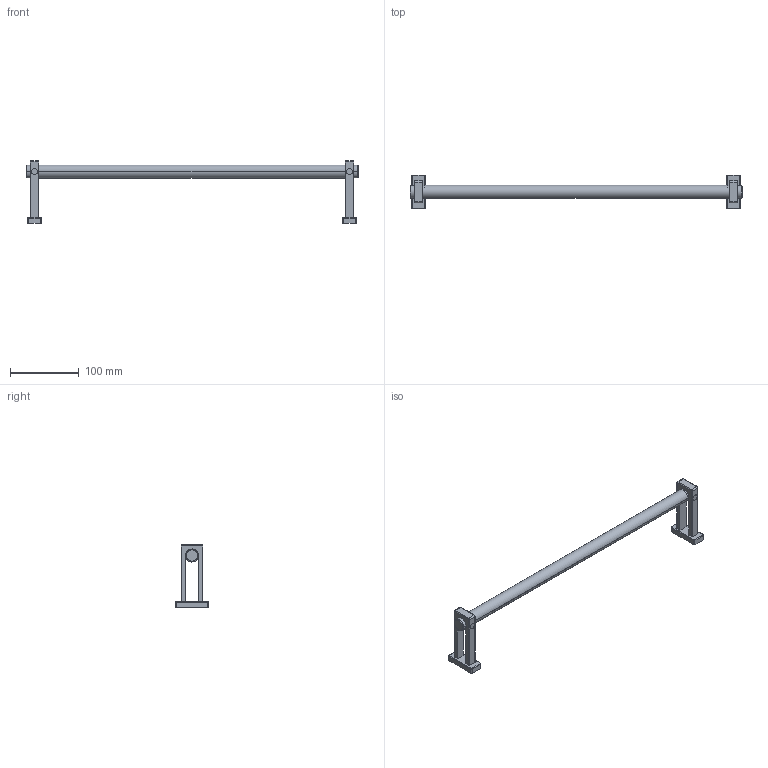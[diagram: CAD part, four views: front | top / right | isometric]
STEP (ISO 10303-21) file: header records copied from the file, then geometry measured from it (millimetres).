
FILE_DESCRIPTION((''),'2;1');
FILE_NAME('3002','2021-12-20T10:31:31',('jinson.thomas'),(''),'CREO PARAMETRIC BY PTC INC, 2018400','CREO PARAMETRIC BY PTC INC, 2018400','');
FILE_SCHEMA(('CONFIG_CONTROL_DESIGN'));
Length unit declared in the file: inch
Products named in the file (1): 3002
Bounding box: 481.89 x 48.11 x 91.11 mm (x, y, z)
Volume: 74217.8 mm3; surface area: 75567.3 mm2
Topology: 3 solids, 4 shells, 116 faces, 260 edges, 160 vertices
Faces by surface type: cylinder 58, plane 34, torus 12, bspline 8, cone 4
Entity records: 3542 total; most frequent: CARTESIAN_POINT 844, DIRECTION 604, ORIENTED_EDGE 520, EDGE_CURVE 260, AXIS2_PLACEMENT_3D 244, VERTEX_POINT 160, CIRCLE 136, EDGE_LOOP 128
